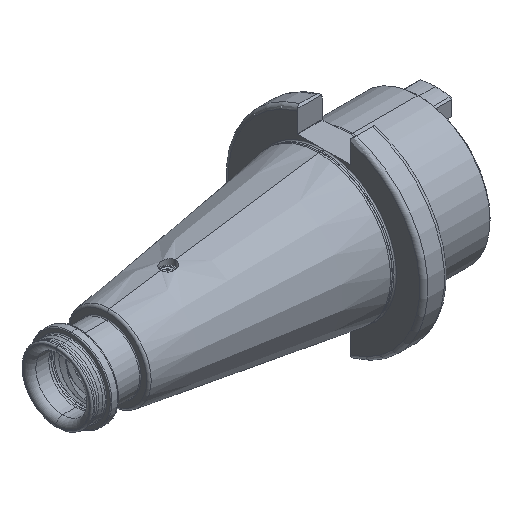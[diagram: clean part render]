
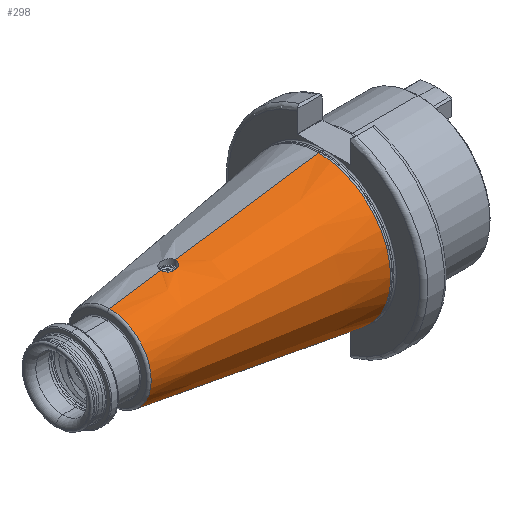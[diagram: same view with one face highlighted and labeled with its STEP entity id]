
A CAD part, isometric view. The second image highlights one B-rep face of the part: STEP entity #298.
In plain terms, the highlighted conical face has half-angle 8.297 degrees and reference radius 35.027 mm.
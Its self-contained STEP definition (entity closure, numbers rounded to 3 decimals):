
#298 = ADVANCED_FACE ( 'NONE', ( #24500 ), #23413, .T. ) ;
#1764 = EDGE_CURVE ( 'NONE', #21065, #21087, #22617, .T. ) ;
#1774 = EDGE_CURVE ( 'NONE', #21152, #20997, #22558, .T. ) ;
#1796 = EDGE_CURVE ( 'NONE', #21124, #21112, #22700, .T. ) ;
#1944 = EDGE_CURVE ( 'NONE', #21112, #21087, #22797, .T. ) ;
#2331 = EDGE_CURVE ( 'NONE', #21124, #21152, #23142, .T. ) ;
#2388 = EDGE_CURVE ( 'NONE', #20997, #21065, #17059, .T. ) ;
#4303 = DIRECTION ( 'NONE',  ( 0., 0., 1. ) ) ;
#4318 = DIRECTION ( 'NONE',  ( -1., 0., 0. ) ) ;
#4340 = CARTESIAN_POINT ( 'NONE',  ( -110.123, 0., 0. ) ) ;
#9607 = ORIENTED_EDGE ( 'NONE', *, *, #1796, .T. ) ;
#9608 = ORIENTED_EDGE ( 'NONE', *, *, #2388, .F. ) ;
#9613 = ORIENTED_EDGE ( 'NONE', *, *, #1764, .F. ) ;
#9616 = ORIENTED_EDGE ( 'NONE', *, *, #2331, .F. ) ;
#10032 = CARTESIAN_POINT ( 'NONE',  ( -85.2, 0., 23.842 ) ) ;
#10136 = CARTESIAN_POINT ( 'NONE',  ( -8.5, 0., -35.027 ) ) ;
#10177 = CARTESIAN_POINT ( 'NONE',  ( -110.123, 0., -20.207 ) ) ;
#10189 = CARTESIAN_POINT ( 'NONE',  ( -78.2, 0., 24.863 ) ) ;
#10192 = CARTESIAN_POINT ( 'NONE',  ( -8.5, 0., 35.027 ) ) ;
#10209 = CARTESIAN_POINT ( 'NONE',  ( -110.123, 0., 20.207 ) ) ;
#11318 = CARTESIAN_POINT ( 'NONE',  ( -83.433, -3.05, 23.906 ) ) ;
#11320 = CARTESIAN_POINT ( 'NONE',  ( -84.325, -2.327, 23.857 ) ) ;
#11321 = CARTESIAN_POINT ( 'NONE',  ( -83.226, -3.158, 23.922 ) ) ;
#11323 = CARTESIAN_POINT ( 'NONE',  ( -84.732, -1.764, 23.846 ) ) ;
#11324 = CARTESIAN_POINT ( 'NONE',  ( -78.665, -1.758, 24.733 ) ) ;
#11325 = CARTESIAN_POINT ( 'NONE',  ( -82.131, -3.481, 24.039 ) ) ;
#11326 = CARTESIAN_POINT ( 'NONE',  ( -84.473, -2.148, 23.852 ) ) ;
#11329 = CARTESIAN_POINT ( 'NONE',  ( -85.2, -0.23, 23.842 ) ) ;
#11330 = CARTESIAN_POINT ( 'NONE',  ( -81.219, -3.496, 24.171 ) ) ;
#11331 = CARTESIAN_POINT ( 'NONE',  ( -78.2, 0., 24.863 ) ) ;
#11335 = CARTESIAN_POINT ( 'NONE',  ( -79.065, -2.315, 24.628 ) ) ;
#11336 = CARTESIAN_POINT ( 'NONE',  ( -78.557, -1.558, 24.762 ) ) ;
#11338 = CARTESIAN_POINT ( 'NONE',  ( -78.223, -0.462, 24.856 ) ) ;
#11339 = CARTESIAN_POINT ( 'NONE',  ( -80.763, -3.402, 24.252 ) ) ;
#11348 = CARTESIAN_POINT ( 'NONE',  ( -82.581, -3.395, 23.985 ) ) ;
#11349 = CARTESIAN_POINT ( 'NONE',  ( -79.937, -3.032, 24.422 ) ) ;
#11350 = CARTESIAN_POINT ( 'NONE',  ( -79.56, -2.778, 24.508 ) ) ;
#11351 = CARTESIAN_POINT ( 'NONE',  ( -78.381, -1.134, 24.811 ) ) ;
#11353 = CARTESIAN_POINT ( 'NONE',  ( -82.8, -3.331, 23.961 ) ) ;
#11355 = CARTESIAN_POINT ( 'NONE',  ( -85.178, -0.458, 23.842 ) ) ;
#11356 = CARTESIAN_POINT ( 'NONE',  ( -85.086, -0.914, 23.842 ) ) ;
#11357 = CARTESIAN_POINT ( 'NONE',  ( -85.019, -1.135, 23.842 ) ) ;
#11358 = CARTESIAN_POINT ( 'NONE',  ( -83.816, -2.797, 23.881 ) ) ;
#11359 = CARTESIAN_POINT ( 'NONE',  ( -85.2, 0., 23.842 ) ) ;
#11360 = CARTESIAN_POINT ( 'NONE',  ( -78.918, -2.136, 24.666 ) ) ;
#11361 = CARTESIAN_POINT ( 'NONE',  ( -78.2, -0.233, 24.863 ) ) ;
#11362 = CARTESIAN_POINT ( 'NONE',  ( -84.842, -1.559, 23.844 ) ) ;
#11363 = CARTESIAN_POINT ( 'NONE',  ( -80.138, -3.14, 24.379 ) ) ;
#11365 = CARTESIAN_POINT ( 'NONE',  ( -79.385, -2.635, 24.549 ) ) ;
#11366 = CARTESIAN_POINT ( 'NONE',  ( -83.995, -2.653, 23.871 ) ) ;
#11367 = CARTESIAN_POINT ( 'NONE',  ( -78.313, -0.911, 24.83 ) ) ;
#11368 = CARTESIAN_POINT ( 'NONE',  ( -81.9, -3.502, 24.07 ) ) ;
#13227 = AXIS2_PLACEMENT_3D ( 'NONE', #4340, #4318, #4303 ) ;
#14217 = DIRECTION ( 'NONE',  ( 0., 0., -1. ) ) ;
#14220 = DIRECTION ( 'NONE',  ( 1., 0., 0. ) ) ;
#14230 = CARTESIAN_POINT ( 'NONE',  ( -8.5, 0., 0. ) ) ;
#15412 = EDGE_LOOP ( 'NONE', ( #27237, #9616, #9607, #27208, #9613, #9608 ) ) ;
#17059 = B_SPLINE_CURVE_WITH_KNOTS ( 'NONE', 3,
 ( #11359, #11329, #11355, #11356, #11357, #11362, #11323, #11326, #11320, #11366, #11358, #11318, #11321, #11353, #11348, #11325, #11368, #11330, #11339, #11363, #11349, #11350, #11365, #11335, #11360, #11324, #11336, #11351, #11367, #11338, #11361, #11331 ),
 .UNSPECIFIED., .F., .F.,
 ( 4, 2, 2, 2, 2, 2, 2, 2, 2, 2, 2, 2, 2, 2, 2, 4 ),
 ( 0.019, 0.02, 0.021, 0.021, 0.022, 0.023, 0.023, 0.024, 0.025, 0.026, 0.027, 0.028, 0.028, 0.029, 0.03, 0.03 ),
 .UNSPECIFIED. ) ;
#18215 = DIRECTION ( 'NONE',  ( -1., 0., 0. ) ) ;
#18231 = CARTESIAN_POINT ( 'NONE',  ( -8.5, 0., 0. ) ) ;
#18237 = DIRECTION ( 'NONE',  ( 0., 0., 1. ) ) ;
#20997 = VERTEX_POINT ( 'NONE', #10032 ) ;
#21065 = VERTEX_POINT ( 'NONE', #10189 ) ;
#21087 = VERTEX_POINT ( 'NONE', #10192 ) ;
#21112 = VERTEX_POINT ( 'NONE', #10136 ) ;
#21124 = VERTEX_POINT ( 'NONE', #10177 ) ;
#21152 = VERTEX_POINT ( 'NONE', #10209 ) ;
#22554 = VECTOR ( 'NONE', #29041, 1000. ) ;
#22558 = LINE ( 'NONE', #29084, #22561 ) ;
#22561 = VECTOR ( 'NONE', #29092, 1000. ) ;
#22617 = LINE ( 'NONE', #29060, #22554 ) ;
#22645 = VECTOR ( 'NONE', #29123, 1000. ) ;
#22700 = LINE ( 'NONE', #29139, #22645 ) ;
#22797 = CIRCLE ( 'NONE', #30802, 35.027 ) ;
#23142 = CIRCLE ( 'NONE', #13227, 20.207 ) ;
#23413 = CONICAL_SURFACE ( 'NONE', #30691, 35.027, 0.145 ) ;
#24500 = FACE_OUTER_BOUND ( 'NONE', #15412, .T. ) ;
#27208 = ORIENTED_EDGE ( 'NONE', *, *, #1944, .T. ) ;
#27237 = ORIENTED_EDGE ( 'NONE', *, *, #1774, .F. ) ;
#29041 = DIRECTION ( 'NONE',  ( 0.99, 0., 0.144 ) ) ;
#29060 = CARTESIAN_POINT ( 'NONE',  ( -8.5, 0., 35.027 ) ) ;
#29084 = CARTESIAN_POINT ( 'NONE',  ( -8.5, 0., 35.027 ) ) ;
#29092 = DIRECTION ( 'NONE',  ( 0.99, 0., 0.144 ) ) ;
#29123 = DIRECTION ( 'NONE',  ( 0.99, 0., -0.144 ) ) ;
#29139 = CARTESIAN_POINT ( 'NONE',  ( -8.5, 0., -35.027 ) ) ;
#30691 = AXIS2_PLACEMENT_3D ( 'NONE', #14230, #14220, #14217 ) ;
#30802 = AXIS2_PLACEMENT_3D ( 'NONE', #18231, #18215, #18237 ) ;
